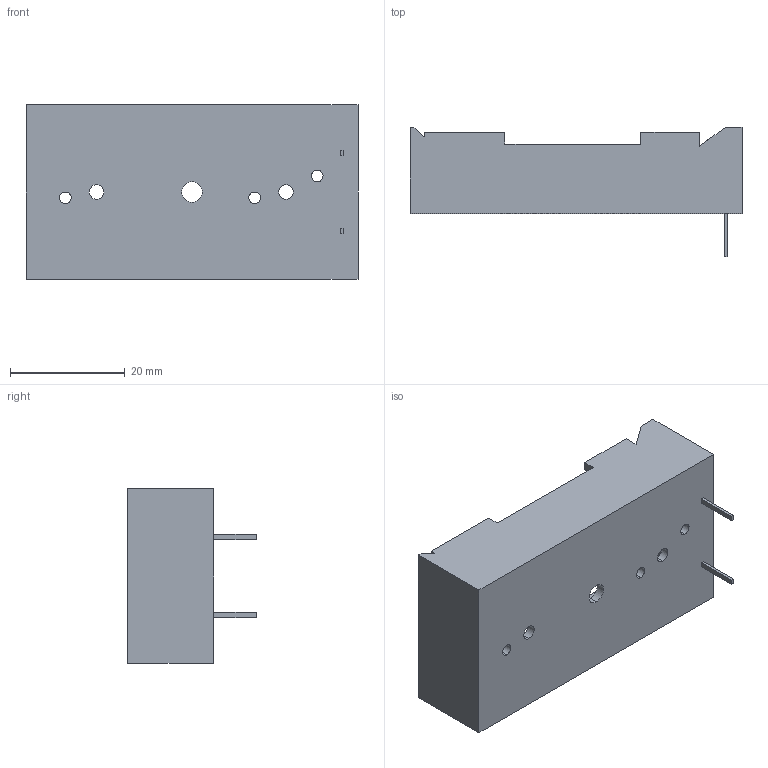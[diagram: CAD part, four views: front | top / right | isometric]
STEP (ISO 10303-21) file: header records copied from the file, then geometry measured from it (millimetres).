
FILE_DESCRIPTION (( 'STEP AP214' ), '1' );
FILE_NAME ('BC2AAPC.STEP', '2019-01-09T14:07:39', ( '' ), ( '' ), 'SwSTEP 2.0', 'SolidWorks 2017', '' );
FILE_SCHEMA (( 'AUTOMOTIVE_DESIGN' ));
Length unit declared in the file: inch
Products named in the file (1): BC2AAPC
Bounding box: 57.91 x 22.49 x 30.48 mm (x, y, z)
Volume: 6023.4 mm3; surface area: 8441.3 mm2
Topology: 1 solids, 1 shells, 52 faces, 148 edges, 98 vertices
Faces by surface type: plane 40, cylinder 12
Entity records: 1748 total; most frequent: CARTESIAN_POINT 299, ORIENTED_EDGE 296, DIRECTION 278, EDGE_CURVE 148, VECTOR 124, LINE 124, VERTEX_POINT 98, AXIS2_PLACEMENT_3D 77
